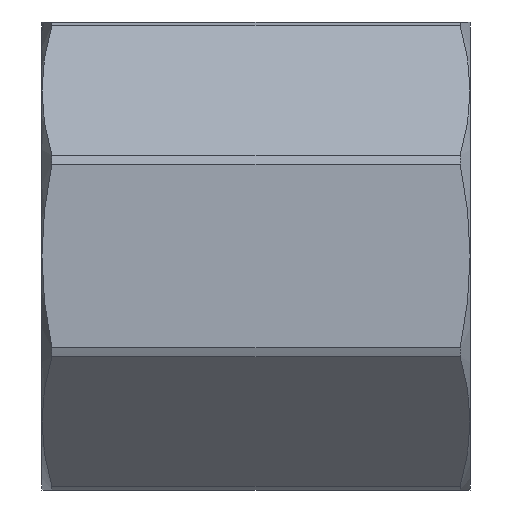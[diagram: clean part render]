
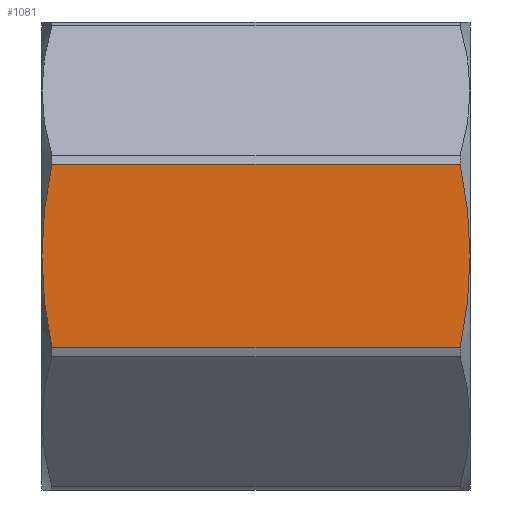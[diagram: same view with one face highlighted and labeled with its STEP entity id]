
A CAD part, front view. The second image highlights one B-rep face of the part: STEP entity #1081.
In plain terms, the highlighted planar face has unit normal (0, -1, 0).
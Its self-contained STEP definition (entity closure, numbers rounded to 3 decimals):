
#41=PLANE('',#1138);
#66=B_SPLINE_CURVE_WITH_KNOTS('',3,(#6718,#6719,#6720,#6721),
 .UNSPECIFIED.,.F.,.F.,(4,4),(0.,0.011),
 .UNSPECIFIED.);
#67=B_SPLINE_CURVE_WITH_KNOTS('',3,(#6723,#6724,#6725,#6726),
 .UNSPECIFIED.,.F.,.F.,(4,4),(0.,0.011),.UNSPECIFIED.);
#68=B_SPLINE_CURVE_WITH_KNOTS('',3,(#6730,#6731,#6732,#6733),
 .UNSPECIFIED.,.F.,.F.,(4,4),(0.,0.011),
 .UNSPECIFIED.);
#69=B_SPLINE_CURVE_WITH_KNOTS('',3,(#6735,#6736,#6737,#6738),
 .UNSPECIFIED.,.F.,.F.,(4,4),(0.,0.011),.UNSPECIFIED.);
#104=LINE('',#6715,#127);
#105=LINE('',#6728,#128);
#127=VECTOR('',#1240,1000.);
#128=VECTOR('',#1241,1000.);
#278=ORIENTED_EDGE('',*,*,#642,.T.);
#279=ORIENTED_EDGE('',*,*,#643,.F.);
#280=ORIENTED_EDGE('',*,*,#644,.F.);
#281=ORIENTED_EDGE('',*,*,#645,.T.);
#282=ORIENTED_EDGE('',*,*,#646,.F.);
#283=ORIENTED_EDGE('',*,*,#647,.F.);
#642=EDGE_CURVE('',#823,#824,#104,.T.);
#643=EDGE_CURVE('',#825,#824,#66,.T.);
#644=EDGE_CURVE('',#826,#825,#67,.T.);
#645=EDGE_CURVE('',#826,#827,#105,.T.);
#646=EDGE_CURVE('',#828,#827,#68,.T.);
#647=EDGE_CURVE('',#823,#828,#69,.T.);
#823=VERTEX_POINT('',#6716);
#824=VERTEX_POINT('',#6717);
#825=VERTEX_POINT('',#6722);
#826=VERTEX_POINT('',#6727);
#827=VERTEX_POINT('',#6729);
#828=VERTEX_POINT('',#6734);
#974=EDGE_LOOP('',(#278,#279,#280,#281,#282,#283));
#1022=FACE_BOUND('',#974,.T.);
#1081=ADVANCED_FACE('',(#1022),#41,.T.);
#1138=AXIS2_PLACEMENT_3D('',#6714,#1238,#1239);
#1238=DIRECTION('',(0.,-1.,0.));
#1239=DIRECTION('',(0.,0.,-1.));
#1240=DIRECTION('',(1.,0.,0.));
#1241=DIRECTION('',(-1.,0.,0.));
#6714=CARTESIAN_POINT('',(-24.7,-27.,11.184));
#6715=CARTESIAN_POINT('',(24.7,-27.,-10.583));
#6716=CARTESIAN_POINT('',(-23.545,-27.,-10.583));
#6717=CARTESIAN_POINT('',(23.545,-27.,-10.583));
#6718=CARTESIAN_POINT('',(24.7,-27.,0.));
#6719=CARTESIAN_POINT('',(24.7,-27.,-3.57));
#6720=CARTESIAN_POINT('',(24.281,-27.,-7.094));
#6721=CARTESIAN_POINT('',(23.545,-27.,-10.583));
#6722=CARTESIAN_POINT('',(24.7,-27.,0.));
#6723=CARTESIAN_POINT('',(23.545,-27.,10.583));
#6724=CARTESIAN_POINT('',(24.281,-27.,7.094));
#6725=CARTESIAN_POINT('',(24.7,-27.,3.57));
#6726=CARTESIAN_POINT('',(24.7,-27.,0.));
#6727=CARTESIAN_POINT('',(23.545,-27.,10.583));
#6728=CARTESIAN_POINT('',(24.7,-27.,10.583));
#6729=CARTESIAN_POINT('',(-23.545,-27.,10.583));
#6730=CARTESIAN_POINT('',(-24.7,-27.,0.));
#6731=CARTESIAN_POINT('',(-24.7,-27.,3.57));
#6732=CARTESIAN_POINT('',(-24.281,-27.,7.094));
#6733=CARTESIAN_POINT('',(-23.545,-27.,10.583));
#6734=CARTESIAN_POINT('',(-24.7,-27.,0.));
#6735=CARTESIAN_POINT('',(-23.545,-27.,-10.583));
#6736=CARTESIAN_POINT('',(-24.281,-27.,-7.094));
#6737=CARTESIAN_POINT('',(-24.7,-27.,-3.57));
#6738=CARTESIAN_POINT('',(-24.7,-27.,0.));
